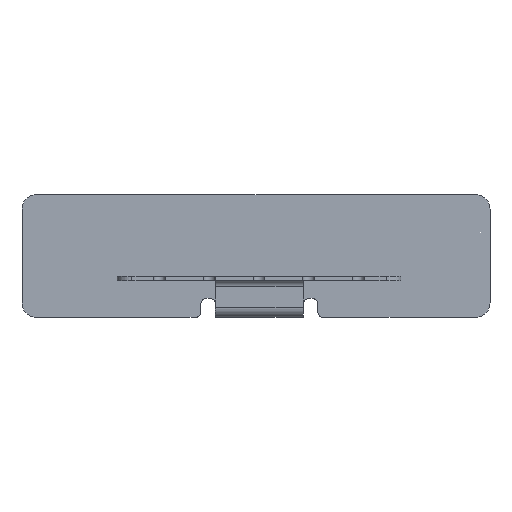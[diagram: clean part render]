
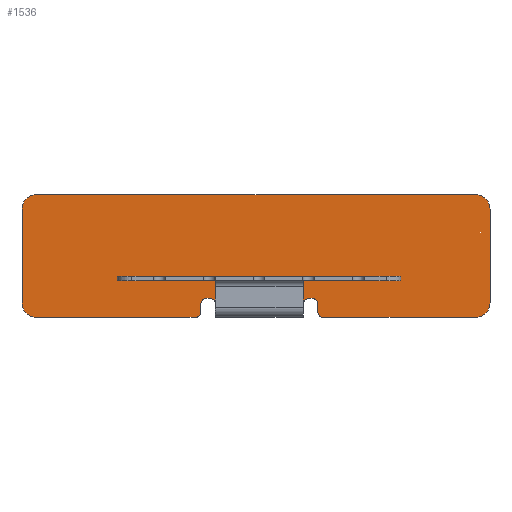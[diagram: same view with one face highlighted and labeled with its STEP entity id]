
A CAD part, left-side view. The second image highlights one B-rep face of the part: STEP entity #1536.
In plain terms, the highlighted planar face has unit normal (-1, 0, 0).
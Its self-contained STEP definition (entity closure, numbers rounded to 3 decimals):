
#112=DIRECTION('',(0.,0.,-1.));
#113=VECTOR('',#112,0.25);
#114=CARTESIAN_POINT('',(29.55,34.385,-7.88));
#115=LINE('',#114,#113);
#124=DIRECTION('',(0.,-1.,0.));
#125=VECTOR('',#124,0.1);
#126=CARTESIAN_POINT('',(29.55,34.685,-7.68));
#127=LINE('',#126,#125);
#136=DIRECTION('',(0.,0.,1.));
#137=VECTOR('',#136,0.1);
#138=CARTESIAN_POINT('',(29.55,34.885,-7.98));
#139=LINE('',#138,#137);
#176=DIRECTION('',(0.,0.,-1.));
#177=VECTOR('',#176,0.1);
#178=CARTESIAN_POINT('',(29.55,37.885,-7.88));
#179=LINE('',#178,#177);
#192=DIRECTION('',(0.,-1.,0.));
#193=VECTOR('',#192,0.1);
#194=CARTESIAN_POINT('',(29.55,38.185,-7.68));
#195=LINE('',#194,#193);
#216=DIRECTION('',(0.,-1.,0.));
#217=VECTOR('',#216,5.415);
#218=CARTESIAN_POINT('',(29.55,44.,-8.33));
#219=LINE('',#218,#217);
#228=DIRECTION('',(0.,0.,-1.));
#229=VECTOR('',#228,3.2);
#230=CARTESIAN_POINT('',(29.55,44.5,-4.63));
#231=LINE('',#230,#229);
#240=DIRECTION('',(0.,1.,0.));
#241=VECTOR('',#240,15.);
#242=CARTESIAN_POINT('',(29.55,29.,-4.13));
#243=LINE('',#242,#241);
#252=DIRECTION('',(0.,0.,1.));
#253=VECTOR('',#252,3.2);
#254=CARTESIAN_POINT('',(29.55,28.5,-7.83));
#255=LINE('',#254,#253);
#264=DIRECTION('',(0.,-1.,0.));
#265=VECTOR('',#264,5.185);
#266=CARTESIAN_POINT('',(29.55,34.185,-8.33));
#267=LINE('',#266,#265);
#268=CARTESIAN_POINT('',(29.55,34.185,-8.13));
#269=DIRECTION('',(1.,0.,0.));
#270=DIRECTION('',(0.,0.,-1.));
#271=AXIS2_PLACEMENT_3D('',#268,#269,#270);
#273=CARTESIAN_POINT('',(29.55,34.585,-7.88));
#274=DIRECTION('',(-1.,0.,0.));
#275=DIRECTION('',(0.,-1.,0.));
#276=AXIS2_PLACEMENT_3D('',#273,#274,#275);
#278=CARTESIAN_POINT('',(29.55,34.685,-7.88));
#279=DIRECTION('',(-1.,0.,0.));
#280=DIRECTION('',(0.,0.,1.));
#281=AXIS2_PLACEMENT_3D('',#278,#279,#280);
#283=CARTESIAN_POINT('',(29.55,38.085,-7.88));
#284=DIRECTION('',(-1.,0.,0.));
#285=DIRECTION('',(0.,-1.,0.));
#286=AXIS2_PLACEMENT_3D('',#283,#284,#285);
#288=CARTESIAN_POINT('',(29.55,38.185,-7.88));
#289=DIRECTION('',(-1.,0.,0.));
#290=DIRECTION('',(0.,0.,1.));
#291=AXIS2_PLACEMENT_3D('',#288,#289,#290);
#293=DIRECTION('',(0.,0.,-1.));
#294=VECTOR('',#293,0.25);
#295=CARTESIAN_POINT('',(29.55,38.385,-7.88));
#296=LINE('',#295,#294);
#297=CARTESIAN_POINT('',(29.55,38.585,-8.13));
#298=DIRECTION('',(1.,0.,0.));
#299=DIRECTION('',(0.,-1.,0.));
#300=AXIS2_PLACEMENT_3D('',#297,#298,#299);
#302=CARTESIAN_POINT('',(29.55,44.,-7.83));
#303=DIRECTION('',(1.,0.,0.));
#304=DIRECTION('',(0.,0.,-1.));
#305=AXIS2_PLACEMENT_3D('',#302,#303,#304);
#307=CARTESIAN_POINT('',(29.55,44.,-4.63));
#308=DIRECTION('',(1.,0.,0.));
#309=DIRECTION('',(0.,1.,0.));
#310=AXIS2_PLACEMENT_3D('',#307,#308,#309);
#312=CARTESIAN_POINT('',(29.55,29.,-4.63));
#313=DIRECTION('',(1.,0.,0.));
#314=DIRECTION('',(0.,0.,1.));
#315=AXIS2_PLACEMENT_3D('',#312,#313,#314);
#317=CARTESIAN_POINT('',(29.55,29.,-7.83));
#318=DIRECTION('',(1.,0.,0.));
#319=DIRECTION('',(0.,-1.,0.));
#320=AXIS2_PLACEMENT_3D('',#317,#318,#319);
#322=DIRECTION('',(0.,-1.,0.));
#323=VECTOR('',#322,3.);
#324=CARTESIAN_POINT('',(29.55,37.885,-7.98));
#325=LINE('',#324,#323);
#912=CARTESIAN_POINT('',(29.55,34.385,-8.13));
#913=VERTEX_POINT('',#912);
#914=CARTESIAN_POINT('',(29.55,34.185,-8.33));
#915=VERTEX_POINT('',#914);
#916=CARTESIAN_POINT('',(29.55,34.385,-7.88));
#917=VERTEX_POINT('',#916);
#918=CARTESIAN_POINT('',(29.55,34.585,-7.68));
#919=VERTEX_POINT('',#918);
#920=CARTESIAN_POINT('',(29.55,34.685,-7.68));
#921=VERTEX_POINT('',#920);
#922=CARTESIAN_POINT('',(29.55,34.885,-7.88));
#923=VERTEX_POINT('',#922);
#924=CARTESIAN_POINT('',(29.55,34.885,-7.98));
#925=VERTEX_POINT('',#924);
#932=CARTESIAN_POINT('',(29.55,37.885,-7.98));
#933=VERTEX_POINT('',#932);
#936=CARTESIAN_POINT('',(29.55,37.885,-7.88));
#937=VERTEX_POINT('',#936);
#938=CARTESIAN_POINT('',(29.55,38.085,-7.68));
#939=VERTEX_POINT('',#938);
#940=CARTESIAN_POINT('',(29.55,38.185,-7.68));
#941=VERTEX_POINT('',#940);
#942=CARTESIAN_POINT('',(29.55,38.385,-7.88));
#943=VERTEX_POINT('',#942);
#944=CARTESIAN_POINT('',(29.55,38.385,-8.13));
#945=VERTEX_POINT('',#944);
#946=CARTESIAN_POINT('',(29.55,38.585,-8.33));
#947=VERTEX_POINT('',#946);
#948=CARTESIAN_POINT('',(29.55,44.,-8.33));
#949=VERTEX_POINT('',#948);
#950=CARTESIAN_POINT('',(29.55,44.5,-7.83));
#951=VERTEX_POINT('',#950);
#952=CARTESIAN_POINT('',(29.55,44.5,-4.63));
#953=VERTEX_POINT('',#952);
#954=CARTESIAN_POINT('',(29.55,44.,-4.13));
#955=VERTEX_POINT('',#954);
#956=CARTESIAN_POINT('',(29.55,29.,-4.13));
#957=VERTEX_POINT('',#956);
#958=CARTESIAN_POINT('',(29.55,28.5,-4.63));
#959=VERTEX_POINT('',#958);
#960=CARTESIAN_POINT('',(29.55,28.5,-7.83));
#961=VERTEX_POINT('',#960);
#962=CARTESIAN_POINT('',(29.55,29.,-8.33));
#963=VERTEX_POINT('',#962);
#1506=CARTESIAN_POINT('',(29.55,0.,0.));
#1507=DIRECTION('',(1.,0.,0.));
#1508=DIRECTION('',(0.,1.,0.));
#1509=AXIS2_PLACEMENT_3D('',#1506,#1507,#1508);
#1510=PLANE('',#1509);
#1511=ORIENTED_EDGE('',*,*,#1176,.T.);
#1512=ORIENTED_EDGE('',*,*,#1192,.F.);
#1513=ORIENTED_EDGE('',*,*,#1206,.T.);
#1514=ORIENTED_EDGE('',*,*,#1220,.F.);
#1515=ORIENTED_EDGE('',*,*,#1234,.T.);
#1516=ORIENTED_EDGE('',*,*,#1248,.F.);
#1518=ORIENTED_EDGE('',*,*,#1517,.F.);
#1519=ORIENTED_EDGE('',*,*,#1304,.F.);
#1520=ORIENTED_EDGE('',*,*,#1320,.T.);
#1521=ORIENTED_EDGE('',*,*,#1332,.F.);
#1522=ORIENTED_EDGE('',*,*,#1348,.T.);
#1523=ORIENTED_EDGE('',*,*,#1360,.T.);
#1524=ORIENTED_EDGE('',*,*,#1375,.T.);
#1525=ORIENTED_EDGE('',*,*,#1390,.F.);
#1526=ORIENTED_EDGE('',*,*,#1403,.T.);
#1527=ORIENTED_EDGE('',*,*,#1417,.F.);
#1528=ORIENTED_EDGE('',*,*,#1431,.T.);
#1529=ORIENTED_EDGE('',*,*,#1445,.F.);
#1530=ORIENTED_EDGE('',*,*,#1459,.T.);
#1531=ORIENTED_EDGE('',*,*,#1473,.F.);
#1532=ORIENTED_EDGE('',*,*,#1487,.T.);
#1533=ORIENTED_EDGE('',*,*,#1499,.F.);
#1534=EDGE_LOOP('',(#1511,#1512,#1513,#1514,#1515,#1516,#1518,#1519,#1520,#1521,
#1522,#1523,#1524,#1525,#1526,#1527,#1528,#1529,#1530,#1531,#1532,#1533));
#1535=FACE_OUTER_BOUND('',#1534,.F.);
#1536=ADVANCED_FACE('',(#1535),#1510,.F.);
#272=CIRCLE('',#271,0.2);
#277=CIRCLE('',#276,0.2);
#282=CIRCLE('',#281,0.2);
#287=CIRCLE('',#286,0.2);
#292=CIRCLE('',#291,0.2);
#301=CIRCLE('',#300,0.2);
#306=CIRCLE('',#305,0.5);
#311=CIRCLE('',#310,0.5);
#316=CIRCLE('',#315,0.5);
#321=CIRCLE('',#320,0.5);
#1176=EDGE_CURVE('',#915,#913,#272,.T.);
#1192=EDGE_CURVE('',#917,#913,#115,.T.);
#1206=EDGE_CURVE('',#917,#919,#277,.T.);
#1220=EDGE_CURVE('',#921,#919,#127,.T.);
#1234=EDGE_CURVE('',#921,#923,#282,.T.);
#1248=EDGE_CURVE('',#925,#923,#139,.T.);
#1304=EDGE_CURVE('',#937,#933,#179,.T.);
#1320=EDGE_CURVE('',#937,#939,#287,.T.);
#1332=EDGE_CURVE('',#941,#939,#195,.T.);
#1348=EDGE_CURVE('',#941,#943,#292,.T.);
#1360=EDGE_CURVE('',#943,#945,#296,.T.);
#1375=EDGE_CURVE('',#945,#947,#301,.T.);
#1390=EDGE_CURVE('',#949,#947,#219,.T.);
#1403=EDGE_CURVE('',#949,#951,#306,.T.);
#1417=EDGE_CURVE('',#953,#951,#231,.T.);
#1431=EDGE_CURVE('',#953,#955,#311,.T.);
#1445=EDGE_CURVE('',#957,#955,#243,.T.);
#1459=EDGE_CURVE('',#957,#959,#316,.T.);
#1473=EDGE_CURVE('',#961,#959,#255,.T.);
#1487=EDGE_CURVE('',#961,#963,#321,.T.);
#1499=EDGE_CURVE('',#915,#963,#267,.T.);
#1517=EDGE_CURVE('',#933,#925,#325,.T.);
